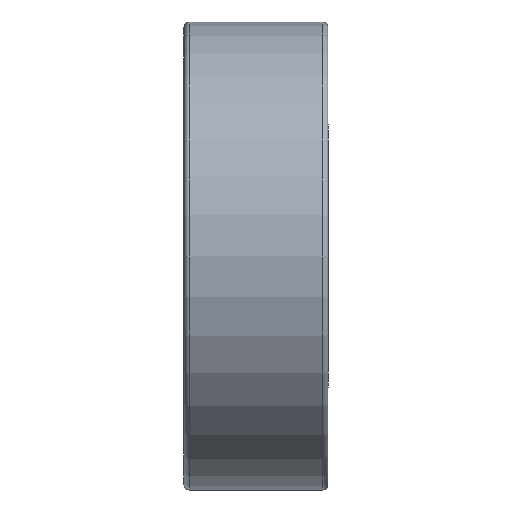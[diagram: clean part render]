
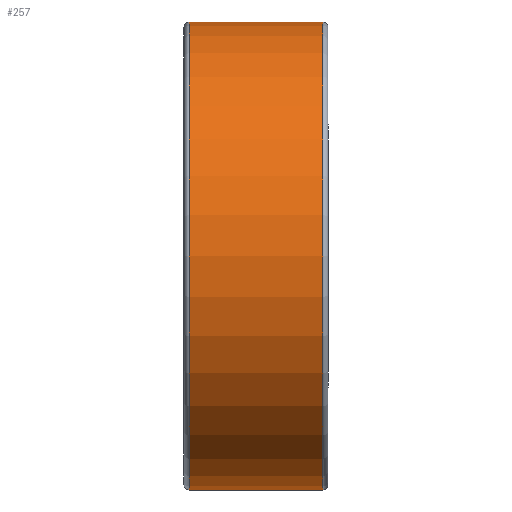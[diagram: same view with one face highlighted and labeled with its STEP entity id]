
A CAD part, front view. The second image highlights one B-rep face of the part: STEP entity #257.
In plain terms, the highlighted cylindrical face has radius 13 mm (diameter 26 mm), a full revolution.
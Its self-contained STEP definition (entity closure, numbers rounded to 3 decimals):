
#257 = ADVANCED_FACE( '', ( #406, #407 ), #408, .T. );
#406 = FACE_OUTER_BOUND( '', #505, .T. );
#407 = FACE_OUTER_BOUND( '', #506, .T. );
#408 = CYLINDRICAL_SURFACE( '', #507, 13. );
#505 = EDGE_LOOP( '', ( #616 ) );
#506 = EDGE_LOOP( '', ( #617 ) );
#507 = AXIS2_PLACEMENT_3D( '', #618, #619, #620 );
#616 = ORIENTED_EDGE( '', *, *, #700, .T. );
#617 = ORIENTED_EDGE( '', *, *, #690, .F. );
#618 = CARTESIAN_POINT( '', ( 50., 0., 0. ) );
#619 = DIRECTION( '', ( -1., 0., 0. ) );
#620 = DIRECTION( '', ( 0., 0., -1. ) );
#690 = EDGE_CURVE( '', #744, #744, #745, .T. );
#700 = EDGE_CURVE( '', #759, #759, #760, .T. );
#744 = VERTEX_POINT( '', #805 );
#745 = CIRCLE( '', #806, 13. );
#759 = VERTEX_POINT( '', #820 );
#760 = CIRCLE( '', #821, 13. );
#805 = CARTESIAN_POINT( '', ( 7.7, 0., -13. ) );
#806 = AXIS2_PLACEMENT_3D( '', #869, #870, #871 );
#820 = CARTESIAN_POINT( '', ( 0.3, 0., -13. ) );
#821 = AXIS2_PLACEMENT_3D( '', #884, #885, #886 );
#869 = CARTESIAN_POINT( '', ( 7.7, 0., 0. ) );
#870 = DIRECTION( '', ( 1., 0., 0. ) );
#871 = DIRECTION( '', ( 0., 0., -1. ) );
#884 = CARTESIAN_POINT( '', ( 0.3, 0., 0. ) );
#885 = DIRECTION( '', ( 1., 0., 0. ) );
#886 = DIRECTION( '', ( 0., 0., -1. ) );
